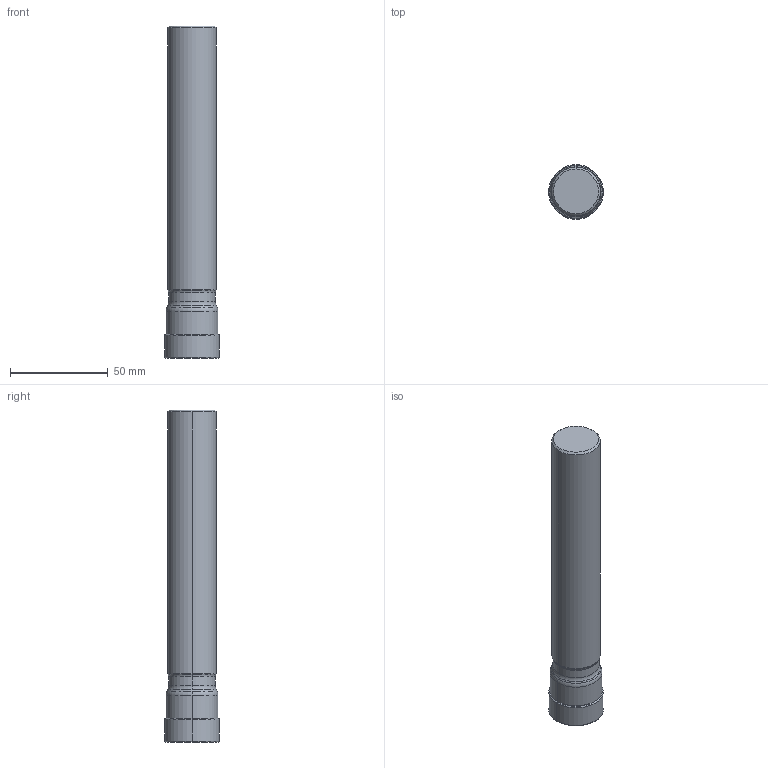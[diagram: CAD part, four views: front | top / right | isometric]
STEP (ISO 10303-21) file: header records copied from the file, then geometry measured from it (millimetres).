
FILE_DESCRIPTION(/* description */ (''),/* implementation_level */ '2;1');
FILE_NAME(/* name */ 'VPX300R2802SA25L_MR0_4.stp',/* time_stamp */ '2021-09-08T11:38:02+09:00',/* author */ (''),/* organization */ (''),/* preprocessor_version */ 'ST-DEVELOPER v16',/* originating_system */ 'SIEMENS PLM Software NX 10.0',/* authorisation */ '');
FILE_SCHEMA (('AUTOMOTIVE_DESIGN { 1 0 10303 214 3 1 1 1 }'));
Length unit declared in the file: millimetre
Products named in the file (1): VPX300R2802SA25L_MR0_4_ASM
Bounding box: 28 x 28 x 170 mm (x, y, z)
Volume: 88240.3 mm3; surface area: 16689.6 mm2
Topology: 2 solids, 2 shells, 65 faces, 152 edges, 111 vertices
Faces by surface type: torus 18, revolution 16, bspline 10, cone 10, cylinder 8, plane 3
Entity records: 2964 total; most frequent: CARTESIAN_POINT 1356, DIRECTION 344, ORIENTED_EDGE 268, AXIS2_PLACEMENT_3D 154, EDGE_CURVE 134, CIRCLE 104, VERTEX_POINT 72, EDGE_LOOP 66
